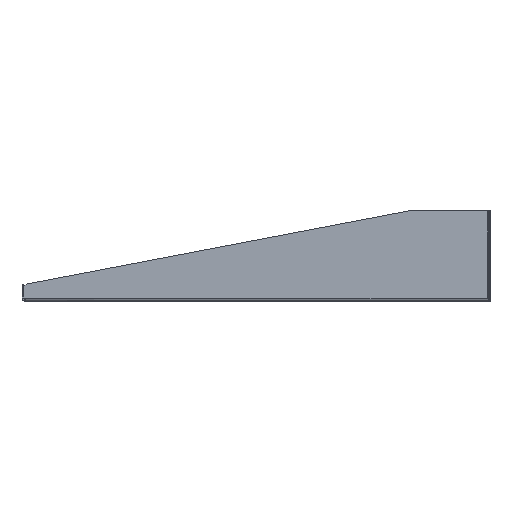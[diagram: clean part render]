
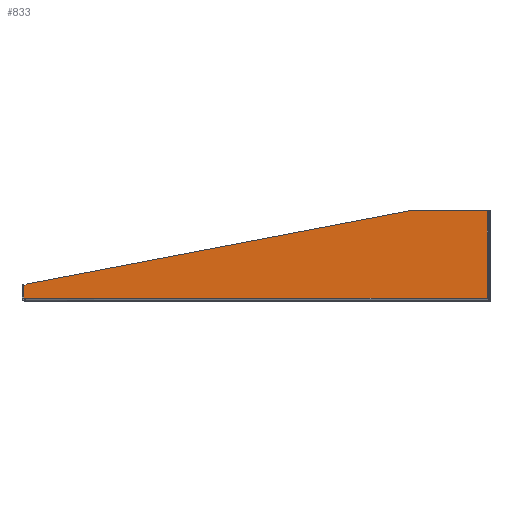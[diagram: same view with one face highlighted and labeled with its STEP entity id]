
A CAD part, left-side view. The second image highlights one B-rep face of the part: STEP entity #833.
In plain terms, the highlighted planar face has unit normal (-1, 0, 0).
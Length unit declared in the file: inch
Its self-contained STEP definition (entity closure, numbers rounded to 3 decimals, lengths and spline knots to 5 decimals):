
#35 = ORIENTED_EDGE ( 'NONE', *, *, #13260, .T. ) ;
#689 = VERTEX_POINT ( 'NONE', #15149 ) ;
#833 = ADVANCED_FACE ( 'NONE', ( #19141 ), #10889, .T. ) ;
#1119 = VERTEX_POINT ( 'NONE', #13762 ) ;
#1370 = VECTOR ( 'NONE', #10330, 39.37008 ) ;
#1389 = EDGE_CURVE ( 'NONE', #3799, #10740, #5572, .T. ) ;
#2106 = CARTESIAN_POINT ( 'NONE',  ( -8.75, 8.87063, 0.108 ) ) ;
#2184 = DIRECTION ( 'NONE',  ( 1., 0., 0. ) ) ;
#2481 = DIRECTION ( 'NONE',  ( 0., 1., 0. ) ) ;
#2799 = EDGE_CURVE ( 'NONE', #15959, #3799, #16755, .T. ) ;
#3108 = CARTESIAN_POINT ( 'NONE',  ( -8.75, 8.89192, 0.06249 ) ) ;
#3192 = CARTESIAN_POINT ( 'NONE',  ( -8.75, -5.889, 3.468 ) ) ;
#3375 = EDGE_CURVE ( 'NONE', #689, #3881, #19149, .T. ) ;
#3447 = CARTESIAN_POINT ( 'NONE',  ( -8.75, -8.928, 3.468 ) ) ;
#3623 = EDGE_LOOP ( 'NONE', ( #12969, #4506, #35, #11631, #5695, #8680, #19293, #17481 ) ) ;
#3799 = VERTEX_POINT ( 'NONE', #3447 ) ;
#3881 = VERTEX_POINT ( 'NONE', #2106 ) ;
#4424 = VECTOR ( 'NONE', #9283, 39.37008 ) ;
#4506 = ORIENTED_EDGE ( 'NONE', *, *, #15570, .T. ) ;
#5015 = DIRECTION ( 'NONE',  ( 0., 0., 1. ) ) ;
#5572 = LINE ( 'NONE', #19797, #18763 ) ;
#5614 = EDGE_CURVE ( 'NONE', #689, #15959, #6497, .T. ) ;
#5695 = ORIENTED_EDGE ( 'NONE', *, *, #5614, .T. ) ;
#6183 = VECTOR ( 'NONE', #11440, 39.37008 ) ;
#6497 = LINE ( 'NONE', #17838, #6183 ) ;
#6600 = EDGE_CURVE ( 'NONE', #1119, #10637, #15501, .T. ) ;
#6878 = DIRECTION ( 'NONE',  ( 0., 0.982, -0.188 ) ) ;
#7132 = CARTESIAN_POINT ( 'NONE',  ( -8.75, 8.80941, 0.65459 ) ) ;
#7701 = CARTESIAN_POINT ( 'NONE',  ( -8.75, 8.964, 0.06249 ) ) ;
#8222 = VERTEX_POINT ( 'NONE', #16613 ) ;
#8680 = ORIENTED_EDGE ( 'NONE', *, *, #2799, .T. ) ;
#8956 = AXIS2_PLACEMENT_3D ( 'NONE', #7701, #9548, #5015 ) ;
#9283 = DIRECTION ( 'NONE',  ( 0., 0., -1. ) ) ;
#9474 = CIRCLE ( 'NONE', #14428, 0.055 ) ;
#9548 = DIRECTION ( 'NONE',  ( -1., 0., 0. ) ) ;
#9555 = CARTESIAN_POINT ( 'NONE',  ( -8.75, -8.964, 0.108 ) ) ;
#10111 = CARTESIAN_POINT ( 'NONE',  ( -8.75, 8.90151, 0.06249 ) ) ;
#10330 = DIRECTION ( 'NONE',  ( 0., 0., 1. ) ) ;
#10614 = CARTESIAN_POINT ( 'NONE',  ( -8.75, -8.928, 0.10808 ) ) ;
#10637 = VERTEX_POINT ( 'NONE', #20014 ) ;
#10740 = VERTEX_POINT ( 'NONE', #3192 ) ;
#10889 = PLANE ( 'NONE',  #8956 ) ;
#11440 = DIRECTION ( 'NONE',  ( 0., 0., 1. ) ) ;
#11631 = ORIENTED_EDGE ( 'NONE', *, *, #3375, .F. ) ;
#12032 = EDGE_CURVE ( 'NONE', #10740, #1119, #18034, .T. ) ;
#12969 = ORIENTED_EDGE ( 'NONE', *, *, #6600, .T. ) ;
#13260 = EDGE_CURVE ( 'NONE', #8222, #3881, #9474, .T. ) ;
#13762 = CARTESIAN_POINT ( 'NONE',  ( -8.75, 8.80941, 0.65459 ) ) ;
#14428 = AXIS2_PLACEMENT_3D ( 'NONE', #10111, #2184, #19501 ) ;
#15149 = CARTESIAN_POINT ( 'NONE',  ( -8.75, -8.928, 0.108 ) ) ;
#15306 = CARTESIAN_POINT ( 'NONE',  ( -8.75, -8.928, 0.06249 ) ) ;
#15501 = LINE ( 'NONE', #7132, #18964 ) ;
#15531 = VECTOR ( 'NONE', #15861, 39.37008 ) ;
#15570 = EDGE_CURVE ( 'NONE', #10637, #8222, #18784, .T. ) ;
#15861 = DIRECTION ( 'NONE',  ( 0., 1., 0. ) ) ;
#15959 = VERTEX_POINT ( 'NONE', #10614 ) ;
#16613 = CARTESIAN_POINT ( 'NONE',  ( -8.75, 8.89192, 0.11665 ) ) ;
#16755 = LINE ( 'NONE', #15306, #1370 ) ;
#17481 = ORIENTED_EDGE ( 'NONE', *, *, #12032, .T. ) ;
#17838 = CARTESIAN_POINT ( 'NONE',  ( -8.75, -8.928, 0.10808 ) ) ;
#18034 = LINE ( 'NONE', #19672, #18657 ) ;
#18279 = DIRECTION ( 'NONE',  ( 0., 0.707, -0.707 ) ) ;
#18657 = VECTOR ( 'NONE', #6878, 39.37008 ) ;
#18763 = VECTOR ( 'NONE', #2481, 39.37008 ) ;
#18784 = LINE ( 'NONE', #3108, #4424 ) ;
#18964 = VECTOR ( 'NONE', #18279, 39.37008 ) ;
#19141 = FACE_OUTER_BOUND ( 'NONE', #3623, .T. ) ;
#19149 = LINE ( 'NONE', #9555, #15531 ) ;
#19293 = ORIENTED_EDGE ( 'NONE', *, *, #1389, .T. ) ;
#19501 = DIRECTION ( 'NONE',  ( 0., 0., 1. ) ) ;
#19672 = CARTESIAN_POINT ( 'NONE',  ( -8.75, -5.889, 3.468 ) ) ;
#19797 = CARTESIAN_POINT ( 'NONE',  ( -8.75, 8.964, 3.468 ) ) ;
#20014 = CARTESIAN_POINT ( 'NONE',  ( -8.75, 8.89192, 0.57208 ) ) ;
